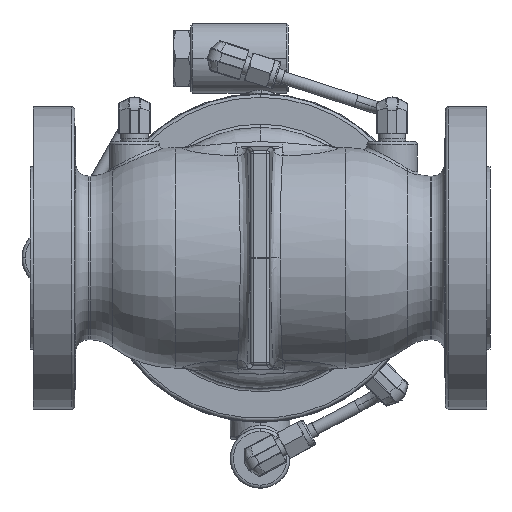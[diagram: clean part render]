
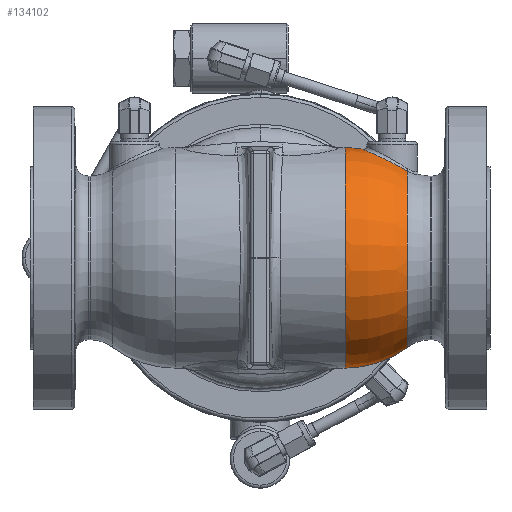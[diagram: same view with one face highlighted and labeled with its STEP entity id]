
A CAD part, front view. The second image highlights one B-rep face of the part: STEP entity #134102.
In plain terms, the highlighted toroidal (fillet/blend) face has major radius 3.175 mm and minor radius 52.375 mm.
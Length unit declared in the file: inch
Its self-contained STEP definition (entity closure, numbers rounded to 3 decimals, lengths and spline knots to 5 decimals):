
#3540 = CIRCLE ( 'NONE', #6514, 2.187 ) ;
#5389 = CARTESIAN_POINT ( 'NONE',  ( 2.68124, -0.53963, 1.85476 ) ) ;
#5934 = CARTESIAN_POINT ( 'NONE',  ( 2.26214, -0.4363, 2.0595 ) ) ;
#5990 = AXIS2_PLACEMENT_3D ( 'NONE', #131232, #56247, #143823 ) ;
#6514 = AXIS2_PLACEMENT_3D ( 'NONE', #136757, #61813, #149359 ) ;
#9523 = AXIS2_PLACEMENT_3D ( 'NONE', #97559, #22062, #22602 ) ;
#16459 = TOROIDAL_SURFACE ( 'NONE', #9523, 0.125, 2.062 ) ;
#16634 = VERTEX_POINT ( 'NONE', #131682 ) ;
#17994 = CARTESIAN_POINT ( 'NONE',  ( 2.60937, -0.54684, 1.89196 ) ) ;
#18517 = CARTESIAN_POINT ( 'NONE',  ( 2.2024, -0.38711, 2.08667 ) ) ;
#19152 = ORIENTED_EDGE ( 'NONE', *, *, #59342, .T. ) ;
#22062 = DIRECTION ( 'NONE',  ( -1., 0., 0. ) ) ;
#22602 = DIRECTION ( 'NONE',  ( 0., 0., 1. ) ) ;
#26158 = AXIS2_PLACEMENT_3D ( 'NONE', #41605, #129181, #54200 ) ;
#27461 = AXIS2_PLACEMENT_3D ( 'NONE', #61947, #149497, #74473 ) ;
#30609 = CARTESIAN_POINT ( 'NONE',  ( 2.53631, -0.54439, 1.92881 ) ) ;
#31077 = EDGE_LOOP ( 'NONE', ( #155082, #32061, #87944, #19152, #73934 ) ) ;
#31122 = CARTESIAN_POINT ( 'NONE',  ( 2.10823, -0.26018, 2.12839 ) ) ;
#32061 = ORIENTED_EDGE ( 'NONE', *, *, #93063, .T. ) ;
#41605 = CARTESIAN_POINT ( 'NONE',  ( 1.687, 0., 0.125 ) ) ;
#43224 = CARTESIAN_POINT ( 'NONE',  ( 2.46432, -0.53222, 1.96424 ) ) ;
#43774 = CARTESIAN_POINT ( 'NONE',  ( 2.06538, -0.14723, 2.14699 ) ) ;
#54190 = CARTESIAN_POINT ( 'NONE',  ( 2.92381, -0.43321, 1.72121 ) ) ;
#54200 = DIRECTION ( 'NONE',  ( 0., 0., -1. ) ) ;
#55290 = CARTESIAN_POINT ( 'NONE',  ( 2.78578, -0.51078, 1.7988 ) ) ;
#55819 = CARTESIAN_POINT ( 'NONE',  ( 2.39333, -0.51005, 1.99837 ) ) ;
#56247 = DIRECTION ( 'NONE',  ( 0., 1., 0. ) ) ;
#56346 = CARTESIAN_POINT ( 'NONE',  ( 2.0559, -0.10766, 2.15108 ) ) ;
#57046 = EDGE_CURVE ( 'NONE', #89512, #87776, #117078, .T. ) ;
#59342 = EDGE_CURVE ( 'NONE', #16634, #77223, #154349, .T. ) ;
#61813 = DIRECTION ( 'NONE',  ( -1., 0., 0. ) ) ;
#61947 = CARTESIAN_POINT ( 'NONE',  ( 2.92381, 0., 0. ) ) ;
#67833 = CARTESIAN_POINT ( 'NONE',  ( 2.75132, -0.52265, 1.81748 ) ) ;
#68371 = CARTESIAN_POINT ( 'NONE',  ( 2.32555, -0.47818, 2.03027 ) ) ;
#68927 = CARTESIAN_POINT ( 'NONE',  ( 2.04742, -0.05432, 2.15474 ) ) ;
#69325 = CARTESIAN_POINT ( 'NONE',  ( 2.92381, -0.43321, 1.72121 ) ) ;
#73934 = ORIENTED_EDGE ( 'NONE', *, *, #106704, .F. ) ;
#74473 = DIRECTION ( 'NONE',  ( 0., 0., 1. ) ) ;
#77223 = VERTEX_POINT ( 'NONE', #82522 ) ;
#80425 = CARTESIAN_POINT ( 'NONE',  ( 2.70481, -0.53515, 1.84235 ) ) ;
#80959 = CARTESIAN_POINT ( 'NONE',  ( 2.28286, -0.45123, 2.05001 ) ) ;
#81454 = CARTESIAN_POINT ( 'NONE',  ( 2.04538, 0., 2.15562 ) ) ;
#82522 = CARTESIAN_POINT ( 'NONE',  ( 1.687, 0., 2.187 ) ) ;
#87776 = VERTEX_POINT ( 'NONE', #142768 ) ;
#87801 = B_SPLINE_CURVE_WITH_KNOTS ( 'NONE', 3,
 ( #54190, #105000, #130282, #55290, #142851, #67833, #155362, #80425, #5389, #92988, #17994, #105552, #30609, #118163, #43224, #130795, #55819, #143392, #68371, #155889, #80959, #5934, #93498, #18517, #106080, #31122, #118680, #43774, #131338, #56346, #143925, #68927, #156414, #81454 ),
 .UNSPECIFIED., .F., .F.,
 ( 4, 2, 2, 2, 2, 2, 2, 2, 2, 2, 2, 2, 2, 2, 2, 2, 4 ),
 ( 0., 0.00413, 0.00517, 0.0062, 0.00827, 0.01034, 0.0124, 0.01447, 0.01654, 0.0186, 0.01964, 0.02067, 0.0248, 0.02894, 0.02997, 0.03101, 0.03307 ),
 .UNSPECIFIED. ) ;
#87944 = ORIENTED_EDGE ( 'NONE', *, *, #115098, .T. ) ;
#89512 = VERTEX_POINT ( 'NONE', #111618 ) ;
#92988 = CARTESIAN_POINT ( 'NONE',  ( 2.63353, -0.54548, 1.87956 ) ) ;
#93063 = EDGE_CURVE ( 'NONE', #89512, #151946, #141368, .T. ) ;
#93498 = CARTESIAN_POINT ( 'NONE',  ( 2.25193, -0.42839, 2.06416 ) ) ;
#97559 = CARTESIAN_POINT ( 'NONE',  ( 1.687, 0., 0. ) ) ;
#105000 = CARTESIAN_POINT ( 'NONE',  ( 2.88438, -0.46361, 1.74404 ) ) ;
#105552 = CARTESIAN_POINT ( 'NONE',  ( 2.56055, -0.54629, 1.91669 ) ) ;
#106080 = CARTESIAN_POINT ( 'NONE',  ( 2.16751, -0.34871, 2.10223 ) ) ;
#106704 = EDGE_CURVE ( 'NONE', #87776, #77223, #3540, .T. ) ;
#111618 = CARTESIAN_POINT ( 'NONE',  ( 2.92381, 0., -1.77489 ) ) ;
#115098 = EDGE_CURVE ( 'NONE', #151946, #16634, #87801, .T. ) ;
#116329 = FACE_OUTER_BOUND ( 'NONE', #31077, .T. ) ;
#117078 = CIRCLE ( 'NONE', #5990, 2.062 ) ;
#118163 = CARTESIAN_POINT ( 'NONE',  ( 2.4882, -0.53735, 1.95258 ) ) ;
#118680 = CARTESIAN_POINT ( 'NONE',  ( 2.08526, -0.21217, 2.13838 ) ) ;
#129181 = DIRECTION ( 'NONE',  ( 0., -1., 0. ) ) ;
#130282 = CARTESIAN_POINT ( 'NONE',  ( 2.84208, -0.48778, 1.76792 ) ) ;
#130795 = CARTESIAN_POINT ( 'NONE',  ( 2.41695, -0.5186, 1.98711 ) ) ;
#131232 = CARTESIAN_POINT ( 'NONE',  ( 1.687, 0., -0.125 ) ) ;
#131338 = CARTESIAN_POINT ( 'NONE',  ( 2.06188, -0.13406, 2.1485 ) ) ;
#131682 = CARTESIAN_POINT ( 'NONE',  ( 2.04538, 0., 2.15562 ) ) ;
#134102 = ADVANCED_FACE ( 'NONE', ( #116329 ), #16459, .T. ) ;
#136757 = CARTESIAN_POINT ( 'NONE',  ( 1.687, 0., 0. ) ) ;
#141368 = CIRCLE ( 'NONE', #27461, 1.77489 ) ;
#142768 = CARTESIAN_POINT ( 'NONE',  ( 1.687, 0., -2.187 ) ) ;
#142851 = CARTESIAN_POINT ( 'NONE',  ( 2.77432, -0.51501, 1.80504 ) ) ;
#143392 = CARTESIAN_POINT ( 'NONE',  ( 2.3477, -0.48985, 2.01992 ) ) ;
#143823 = DIRECTION ( 'NONE',  ( 0., 0., 1. ) ) ;
#143925 = CARTESIAN_POINT ( 'NONE',  ( 2.05341, -0.09438, 2.15216 ) ) ;
#149359 = DIRECTION ( 'NONE',  ( 0., 0., 1. ) ) ;
#149497 = DIRECTION ( 'NONE',  ( -1., 0., 0. ) ) ;
#151946 = VERTEX_POINT ( 'NONE', #69325 ) ;
#154349 = CIRCLE ( 'NONE', #26158, 2.062 ) ;
#155082 = ORIENTED_EDGE ( 'NONE', *, *, #57046, .F. ) ;
#155362 = CARTESIAN_POINT ( 'NONE',  ( 2.73975, -0.52607, 1.8237 ) ) ;
#155889 = CARTESIAN_POINT ( 'NONE',  ( 2.2934, -0.45827, 2.04515 ) ) ;
#156414 = CARTESIAN_POINT ( 'NONE',  ( 2.04538, -0.02732, 2.15562 ) ) ;
